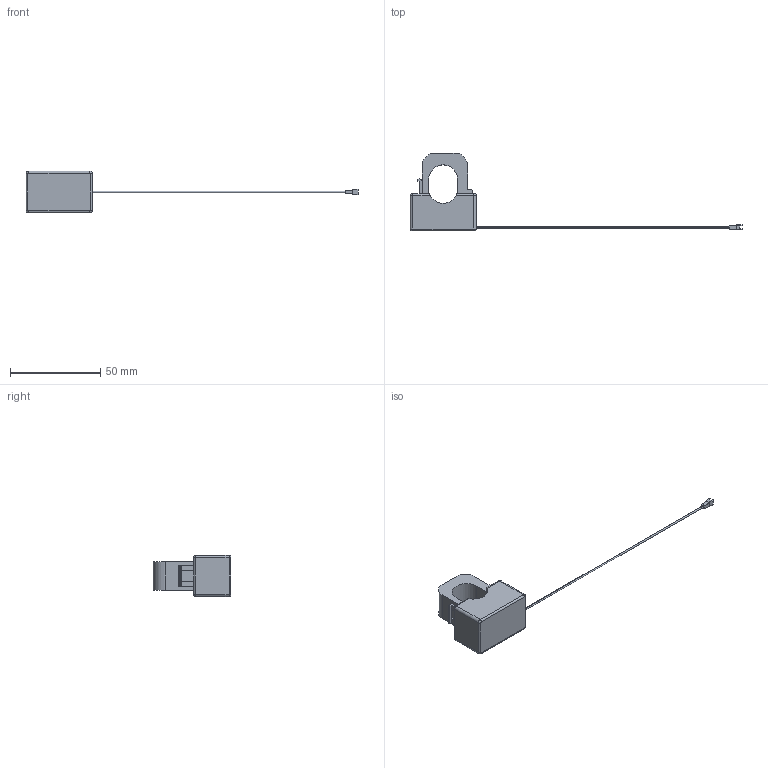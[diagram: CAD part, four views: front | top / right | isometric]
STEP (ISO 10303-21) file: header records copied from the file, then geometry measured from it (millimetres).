
FILE_DESCRIPTION (( 'STEP AP214' ), '1' );
FILE_NAME ('Default.STEP', '2018-06-08T15:23:23', ( '' ), ( '' ), 'SwSTEP 2.0', 'SolidWorks 2014', '' );
FILE_SCHEMA (( 'AUTOMOTIVE_DESIGN' ));
Length unit declared in the file: millimetre
Products named in the file (1): Default
Bounding box: 183.7 x 43 x 23 mm (x, y, z)
Volume: 21237.5 mm3; surface area: 7230 mm2
Topology: 2 solids, 2 shells, 150 faces, 402 edges, 262 vertices
Faces by surface type: plane 108, cylinder 34, torus 8
Entity records: 5765 total; most frequent: CARTESIAN_POINT 851, ORIENTED_EDGE 804, DIRECTION 772, EDGE_CURVE 402, LINE 326, VECTOR 326, VERTEX_POINT 262, AXIS2_PLACEMENT_3D 223
